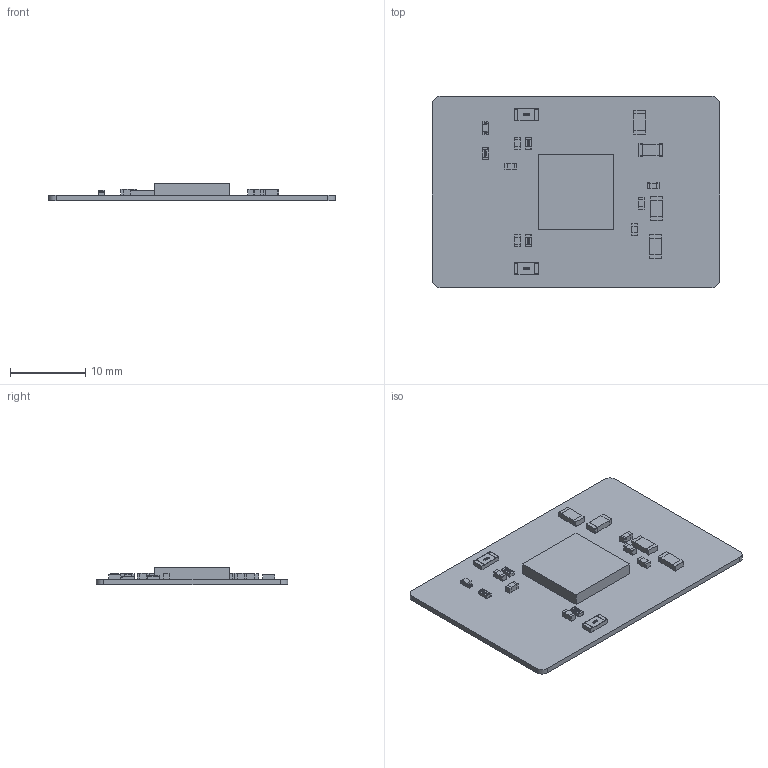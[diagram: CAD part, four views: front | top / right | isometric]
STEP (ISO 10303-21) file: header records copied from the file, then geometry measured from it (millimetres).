
FILE_DESCRIPTION(('Open CASCADE Model'),'2;1');
FILE_NAME('Open CASCADE Shape Model','2017-08-15T22:31:18',('Author'),( 'Open CASCADE'),'Open CASCADE STEP processor 6.8','Open CASCADE 6.8' ,'Unknown');
FILE_SCHEMA(('AUTOMOTIVE_DESIGN { 1 0 10303 214 1 1 1 1 }'));
Products named in the file (1): PCB
Bounding box: 38.1 x 25.4 x 2.32 mm (x, y, z)
Volume: 860.5 mm3; surface area: 2499.6 mm2
Topology: 12 solids, 555 shells, 950 faces, 3640 edges, 3177 vertices
Faces by surface type: plane 481, bspline 219, cylinder 170, sphere 80
Entity records: 56983 total; most frequent: CARTESIAN_POINT 24767, DIRECTION 5039, ORIENTED_EDGE 4458, EDGE_CURVE 3560, VERTEX_POINT 3177, LINE 2231, VECTOR 2231, AXIS2_PLACEMENT_3D 1404
